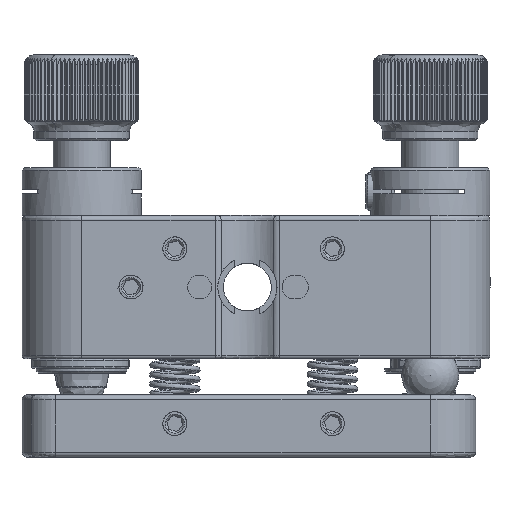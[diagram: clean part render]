
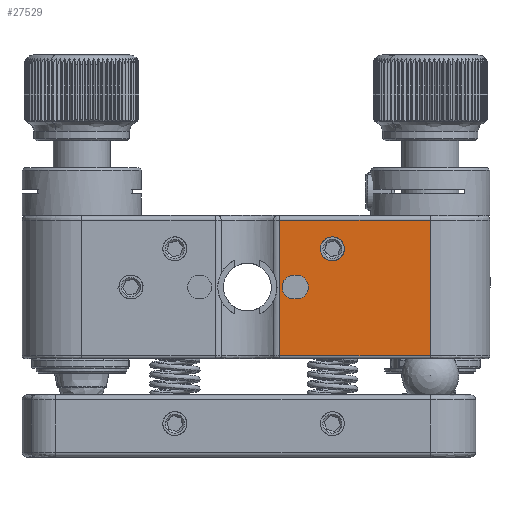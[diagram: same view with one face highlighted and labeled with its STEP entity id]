
A CAD part, front view. The second image highlights one B-rep face of the part: STEP entity #27529.
In plain terms, the highlighted planar face has unit normal (0, -1, 0).
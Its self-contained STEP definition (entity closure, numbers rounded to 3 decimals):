
#414 = DIRECTION ( 'NONE',  ( -1., 0., 0. ) ) ;
#1336 = ORIENTED_EDGE ( 'NONE', *, *, #1785, .F. ) ;
#1785 = EDGE_CURVE ( 'NONE', #41108, #42980, #10336, .T. ) ;
#2706 = CARTESIAN_POINT ( 'NONE',  ( 8., -24.5, 2.75 ) ) ;
#5854 = DIRECTION ( 'NONE',  ( 0., 1., 0. ) ) ;
#7194 = DIRECTION ( 'NONE',  ( 0., 0., 1. ) ) ;
#7234 = DIRECTION ( 'NONE',  ( 1., 0., 0. ) ) ;
#7401 = AXIS2_PLACEMENT_3D ( 'NONE', #31247, #45125, #36446 ) ;
#7559 = AXIS2_PLACEMENT_3D ( 'NONE', #55069, #15383, #7234 ) ;
#8298 = CARTESIAN_POINT ( 'NONE',  ( 3.975, -24.5, -1.25 ) ) ;
#8387 = ORIENTED_EDGE ( 'NONE', *, *, #20943, .T. ) ;
#8971 = LINE ( 'NONE', #52465, #33861 ) ;
#9324 = VERTEX_POINT ( 'NONE', #8298 ) ;
#10336 = CIRCLE ( 'NONE', #7559, 1.25 ) ;
#10782 = EDGE_CURVE ( 'NONE', #41302, #9324, #46847, .T. ) ;
#11527 = CARTESIAN_POINT ( 'NONE',  ( 10.363, -24.5, -7.2 ) ) ;
#11886 = EDGE_LOOP ( 'NONE', ( #17716, #28424, #51879, #16583 ) ) ;
#13022 = CARTESIAN_POINT ( 'NONE',  ( 8., -24.5, 5.25 ) ) ;
#13762 = LINE ( 'NONE', #30876, #16479 ) ;
#14290 = DIRECTION ( 'NONE',  ( 1., 0., 0. ) ) ;
#15383 = DIRECTION ( 'NONE',  ( 0., -1., 0. ) ) ;
#15758 = CARTESIAN_POINT ( 'NONE',  ( 1.475, -24.5, -1.25 ) ) ;
#16479 = VECTOR ( 'NONE', #414, 1000. ) ;
#16583 = ORIENTED_EDGE ( 'NONE', *, *, #35100, .F. ) ;
#16828 = CARTESIAN_POINT ( 'NONE',  ( 1.475, -24.5, 1.25 ) ) ;
#17716 = ORIENTED_EDGE ( 'NONE', *, *, #28192, .F. ) ;
#17985 = EDGE_LOOP ( 'NONE', ( #44754, #1336 ) ) ;
#19118 = VECTOR ( 'NONE', #14290, 1000. ) ;
#20231 = CARTESIAN_POINT ( 'NONE',  ( 4.225, -24.5, -1.25 ) ) ;
#20371 = CARTESIAN_POINT ( 'NONE',  ( 18.25, -24.5, 7. ) ) ;
#20664 = EDGE_CURVE ( 'NONE', #27656, #35935, #8971, .T. ) ;
#20943 = EDGE_CURVE ( 'NONE', #50476, #27656, #55322, .T. ) ;
#23848 = FACE_OUTER_BOUND ( 'NONE', #35089, .T. ) ;
#24912 = CARTESIAN_POINT ( 'NONE',  ( 18.25, -24.5, -0.1 ) ) ;
#25968 = CARTESIAN_POINT ( 'NONE',  ( 18.25, -24.5, -7.2 ) ) ;
#26358 = CARTESIAN_POINT ( 'NONE',  ( 5.5, -24.5, 2.75 ) ) ;
#26632 = CARTESIAN_POINT ( 'NONE',  ( 5.5, -24.5, 5.25 ) ) ;
#26913 = CARTESIAN_POINT ( 'NONE',  ( 8., -24.5, 2.75 ) ) ;
#27324 = CARTESIAN_POINT ( 'NONE',  ( 2.476, -24.5, -7.2 ) ) ;
#27335 = CARTESIAN_POINT ( 'NONE',  ( 4.1, -24.5, -1.25 ) ) ;
#27529 = ADVANCED_FACE ( 'NONE', ( #23848, #36289, #32523 ), #28176, .F. ) ;
#27656 = VERTEX_POINT ( 'NONE', #20371 ) ;
#28176 = PLANE ( 'NONE',  #30536 ) ;
#28192 = EDGE_CURVE ( 'NONE', #28315, #30877, #51840, .T. ) ;
#28315 = VERTEX_POINT ( 'NONE', #20231 ) ;
#28424 = ORIENTED_EDGE ( 'NONE', *, *, #45898, .F. ) ;
#30143 = CARTESIAN_POINT ( 'NONE',  ( 3.975, -24.5, -1.25 ) ) ;
#30272 = EDGE_CURVE ( 'NONE', #50476, #41740, #37313, .T. ) ;
#30536 = AXIS2_PLACEMENT_3D ( 'NONE', #27324, #5854, #53959 ) ;
#30876 = CARTESIAN_POINT ( 'NONE',  ( 4.1, -24.5, 1.25 ) ) ;
#30877 = VERTEX_POINT ( 'NONE', #40232 ) ;
#31247 = CARTESIAN_POINT ( 'NONE',  ( 4.225, -24.5, 0. ) ) ;
#32523 = FACE_BOUND ( 'NONE', #11886, .T. ) ;
#33861 = VECTOR ( 'NONE', #53306, 1000. ) ;
#34534 = ORIENTED_EDGE ( 'NONE', *, *, #43138, .F. ) ;
#35089 = EDGE_LOOP ( 'NONE', ( #57243, #34534, #43906, #8387 ) ) ;
#35100 = EDGE_CURVE ( 'NONE', #30877, #41302, #13762, .T. ) ;
#35935 = VERTEX_POINT ( 'NONE', #41946 ) ;
#36289 = FACE_BOUND ( 'NONE', #17985, .T. ) ;
#36446 = DIRECTION ( 'NONE',  ( 0., 0., -1. ) ) ;
#37313 = LINE ( 'NONE', #11527, #52101 ) ;
#38828 = CARTESIAN_POINT ( 'NONE',  ( 3.975, -24.5, 1.25 ) ) ;
#39166 =( BOUNDED_CURVE ( )  B_SPLINE_CURVE ( 3, ( #13022, #26632, #26358, #26913 ),
 .UNSPECIFIED., .F., .F. ) 
 B_SPLINE_CURVE_WITH_KNOTS ( ( 4, 4 ),
 ( 0., 0.004 ),
 .UNSPECIFIED. ) 
 CURVE ( )  GEOMETRIC_REPRESENTATION_ITEM ( )  RATIONAL_B_SPLINE_CURVE ( ( 1., 0.333, 0.333, 1. ) ) 
 REPRESENTATION_ITEM ( '' )  );
#39476 = CARTESIAN_POINT ( 'NONE',  ( 3.975, -24.5, 1.25 ) ) ;
#40232 = CARTESIAN_POINT ( 'NONE',  ( 4.225, -24.5, 1.25 ) ) ;
#41108 = VERTEX_POINT ( 'NONE', #2706 ) ;
#41302 = VERTEX_POINT ( 'NONE', #39476 ) ;
#41740 = VERTEX_POINT ( 'NONE', #52179 ) ;
#41946 = CARTESIAN_POINT ( 'NONE',  ( 2.476, -24.5, 7. ) ) ;
#42347 = CARTESIAN_POINT ( 'NONE',  ( 8., -24.5, 5.25 ) ) ;
#42980 = VERTEX_POINT ( 'NONE', #42347 ) ;
#43138 = EDGE_CURVE ( 'NONE', #41740, #35935, #43469, .T. ) ;
#43469 = LINE ( 'NONE', #44039, #57096 ) ;
#43906 = ORIENTED_EDGE ( 'NONE', *, *, #30272, .F. ) ;
#44039 = CARTESIAN_POINT ( 'NONE',  ( 2.476, -24.5, -0.1 ) ) ;
#44693 = LINE ( 'NONE', #27335, #19118 ) ;
#44754 = ORIENTED_EDGE ( 'NONE', *, *, #53918, .F. ) ;
#45125 = DIRECTION ( 'NONE',  ( 0., -1., 0. ) ) ;
#45882 = VECTOR ( 'NONE', #7194, 1000. ) ;
#45898 = EDGE_CURVE ( 'NONE', #9324, #28315, #44693, .T. ) ;
#46847 =( BOUNDED_CURVE ( )  B_SPLINE_CURVE ( 3, ( #38828, #16828, #15758, #30143 ),
 .UNSPECIFIED., .F., .F. ) 
 B_SPLINE_CURVE_WITH_KNOTS ( ( 4, 4 ),
 ( 0., 0.004 ),
 .UNSPECIFIED. ) 
 CURVE ( )  GEOMETRIC_REPRESENTATION_ITEM ( )  RATIONAL_B_SPLINE_CURVE ( ( 1., 0.333, 0.333, 1. ) ) 
 REPRESENTATION_ITEM ( '' )  );
#50476 = VERTEX_POINT ( 'NONE', #25968 ) ;
#50635 = DIRECTION ( 'NONE',  ( -1., 0., 0. ) ) ;
#51840 = CIRCLE ( 'NONE', #7401, 1.25 ) ;
#51879 = ORIENTED_EDGE ( 'NONE', *, *, #10782, .F. ) ;
#52101 = VECTOR ( 'NONE', #50635, 1000. ) ;
#52179 = CARTESIAN_POINT ( 'NONE',  ( 2.476, -24.5, -7.2 ) ) ;
#52465 = CARTESIAN_POINT ( 'NONE',  ( 10.363, -24.5, 7. ) ) ;
#53306 = DIRECTION ( 'NONE',  ( -1., 0., 0. ) ) ;
#53918 = EDGE_CURVE ( 'NONE', #42980, #41108, #39166, .T. ) ;
#53959 = DIRECTION ( 'NONE',  ( 0., 0., 1. ) ) ;
#55069 = CARTESIAN_POINT ( 'NONE',  ( 8., -24.5, 4. ) ) ;
#55322 = LINE ( 'NONE', #24912, #45882 ) ;
#56825 = DIRECTION ( 'NONE',  ( 0., 0., 1. ) ) ;
#57096 = VECTOR ( 'NONE', #56825, 1000. ) ;
#57243 = ORIENTED_EDGE ( 'NONE', *, *, #20664, .T. ) ;
